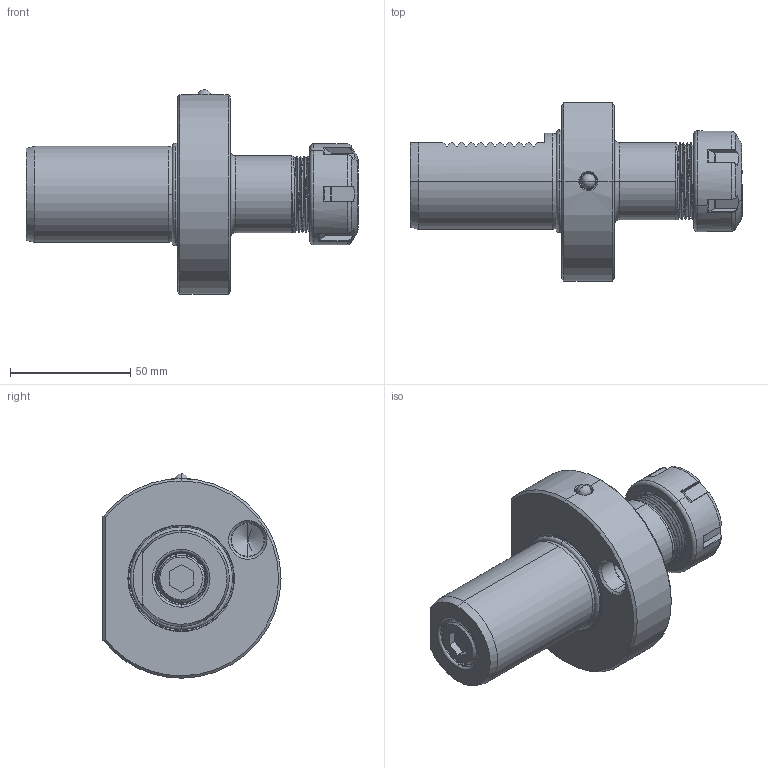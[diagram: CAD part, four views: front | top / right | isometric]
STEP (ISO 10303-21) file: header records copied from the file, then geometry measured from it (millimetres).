
FILE_DESCRIPTION (( 'STEP AP203' ), '1' );
FILE_NAME ('409.02.16.STEP', '2016-11-26T07:07:31', ( '' ), ( '' ), 'SwSTEP 2.0', 'SolidWorks 2012', '' );
FILE_SCHEMA (( 'CONFIG_CONTROL_DESIGN' ));
Products named in the file (7): 管螺文螺絲; 2-01.100.0250200C7_ER25螺帽(六溝); 409.02.16; 7止水鉚珠; 管螺文螺絲1分之2; O型環38.7; VDI40       ER25
Assembly tree (6 placements, depth 2):
  409.02.16
    VDI40       ER25
    O型環38.7
    7止水鉚珠
    管螺文螺絲1分之2
    管螺文螺絲
    2-01.100.0250200C7_ER25螺帽(六溝)
Bounding box: 138 x 74 x 84.97 mm (x, y, z)
Volume: 199446.5 mm3; surface area: 49529.6 mm2
Topology: 7 solids, 7 shells, 481 faces, 1216 edges, 749 vertices
Faces by surface type: cone 158, plane 109, cylinder 107, bspline 56, torus 48, sphere 3
Entity records: 46707 total; most frequent: CARTESIAN_POINT 35517, ORIENTED_EDGE 2414, DIRECTION 1886, EDGE_CURVE 1207, VERTEX_POINT 746, AXIS2_PLACEMENT_3D 733, EDGE_LOOP 499, FACE_OUTER_BOUND 481
